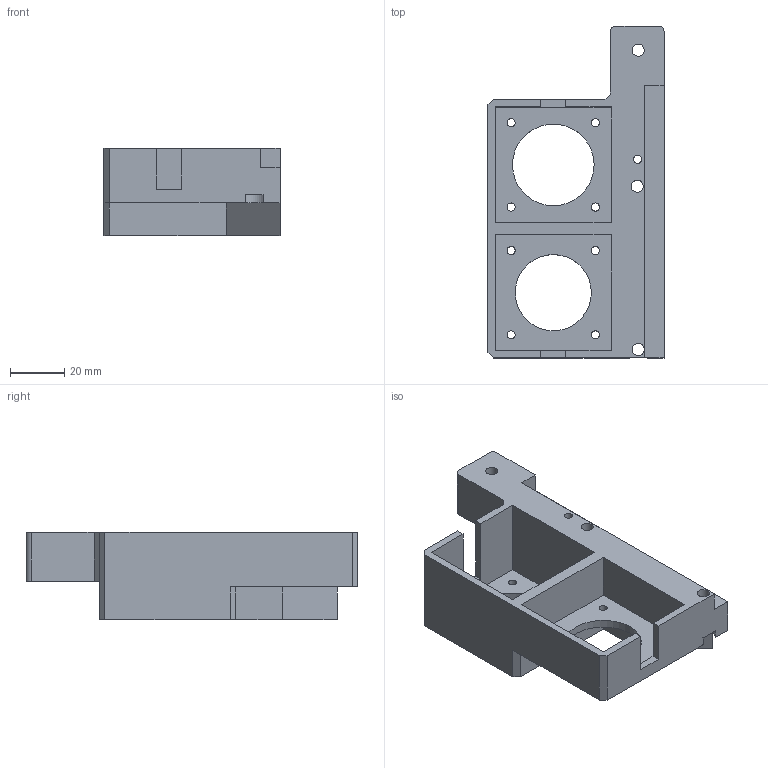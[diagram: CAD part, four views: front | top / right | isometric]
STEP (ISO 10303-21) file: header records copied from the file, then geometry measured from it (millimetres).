
FILE_DESCRIPTION(/* description */ (''),/* implementation_level */ '2;1');
FILE_NAME(/* name */ '30_XYTable_Aliexpress_motormount.ipt.step',/* time_stamp */ '2022-11-29T08:25:21+01:00',/* author */ ('diederichbenedict'),/* organization */ (''),/* preprocessor_version */ 'ST-DEVELOPER v18.1',/* originating_system */ 'Autodesk Inventor 2022',/* authorisation */ '');
FILE_SCHEMA (('AUTOMOTIVE_DESIGN { 1 0 10303 214 3 1 1 }'));
Length unit declared in the file: millimetre
Products named in the file (1): 30_XYTable_Aliexpress_motormount
Bounding box: 64.7 x 122 x 32 mm (x, y, z)
Volume: 82035.4 mm3; surface area: 30939.3 mm2
Topology: 1 solids, 1 shells, 60 faces, 165 edges, 110 vertices
Faces by surface type: plane 40, cylinder 20
Full cylindrical faces by diameter (mm): 3 x9, 4.5 x3, 5 x1, 9 x2, 28 x1, 30 x1
Entity records: 2006 total; most frequent: CARTESIAN_POINT 336, ORIENTED_EDGE 330, DIRECTION 327, EDGE_CURVE 165, LINE 125, VECTOR 125, VERTEX_POINT 110, AXIS2_PLACEMENT_3D 101
